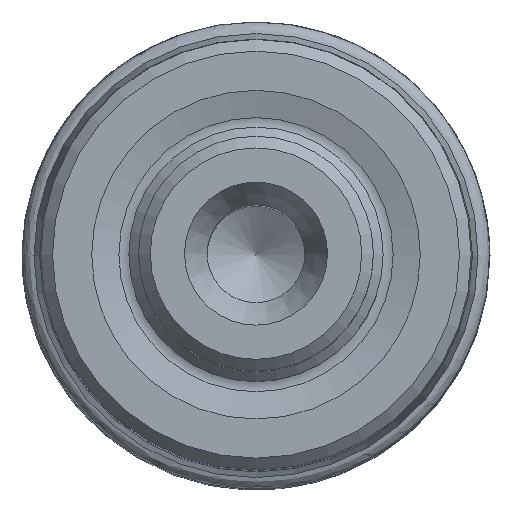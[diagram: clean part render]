
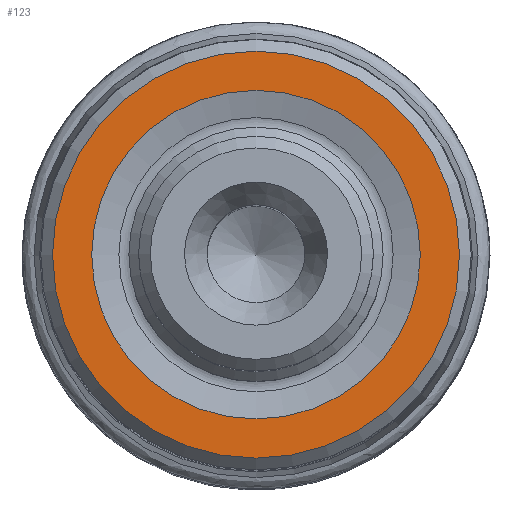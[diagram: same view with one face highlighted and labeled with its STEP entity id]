
A CAD part, top view. The second image highlights one B-rep face of the part: STEP entity #123.
In plain terms, the highlighted planar face has unit normal (0, 0, 1).
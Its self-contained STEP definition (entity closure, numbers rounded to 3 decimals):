
#42=PLANE('',#721);
#123=ADVANCED_FACE('',(#269,#270),#42,.F.);
#269=FACE_BOUND('',#374,.T.);
#270=FACE_BOUND('',#375,.T.);
#374=EDGE_LOOP('',(#478));
#375=EDGE_LOOP('',(#479));
#478=ORIENTED_EDGE('',*,*,#611,.T.);
#479=ORIENTED_EDGE('',*,*,#612,.F.);
#558=VERTEX_POINT('',#1286);
#559=VERTEX_POINT('',#1288);
#611=EDGE_CURVE('',#558,#558,#659,.T.);
#612=EDGE_CURVE('',#559,#559,#660,.T.);
#659=CIRCLE('',#719,5.2);
#660=CIRCLE('',#720,4.199);
#719=AXIS2_PLACEMENT_3D('',#1285,#868,#869);
#720=AXIS2_PLACEMENT_3D('',#1287,#870,#871);
#721=AXIS2_PLACEMENT_3D('',#1289,#872,#873);
#868=DIRECTION('',(0.,0.,1.));
#869=DIRECTION('',(-1.,0.,0.));
#870=DIRECTION('',(0.,0.,1.));
#871=DIRECTION('',(1.,0.,0.));
#872=DIRECTION('',(0.,0.,-1.));
#873=DIRECTION('',(-1.,0.,0.));
#1285=CARTESIAN_POINT('',(0.,0.,0.));
#1286=CARTESIAN_POINT('',(-5.2,0.,0.));
#1287=CARTESIAN_POINT('',(0.,0.,0.));
#1288=CARTESIAN_POINT('',(4.199,0.,0.));
#1289=CARTESIAN_POINT('',(5.5,0.,0.));
